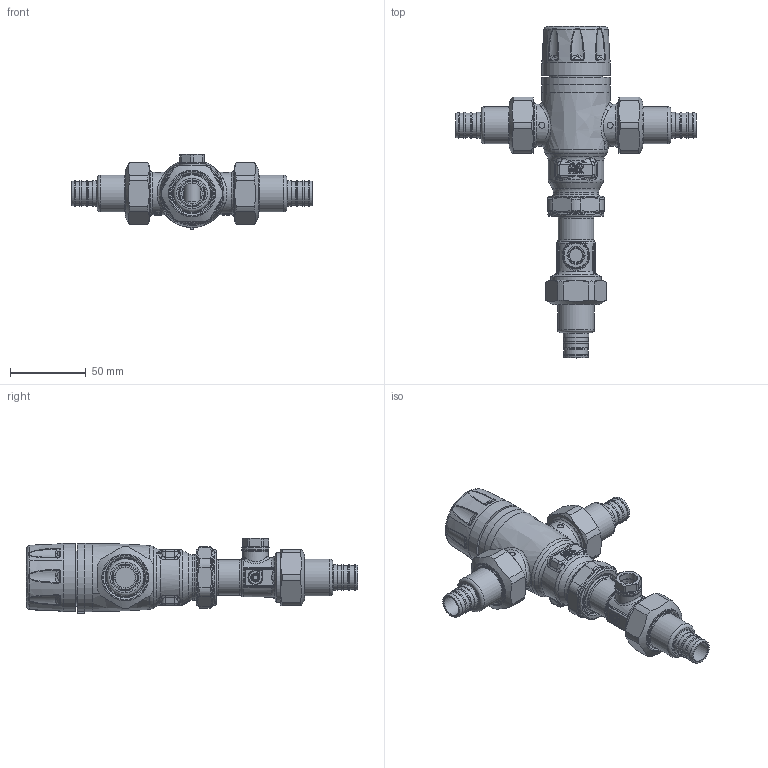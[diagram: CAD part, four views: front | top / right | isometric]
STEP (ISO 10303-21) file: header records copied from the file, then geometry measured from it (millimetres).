
FILE_DESCRIPTION(/* description */ (''),/* implementation_level */ '2;1');
FILE_NAME(/* name */ '521517A.stp',/* time_stamp */ '2025-06-12T14:16:31-05:00',/* author */ ('ischreiner'),/* organization */ (''),/* preprocessor_version */ 'ST-DEVELOPER v20',/* originating_system */ 'Autodesk Inventor 2024',/* authorisation */ '');
FILE_SCHEMA (('AUTOMOTIVE_DESIGN { 1 0 10303 214 3 1 1 }'));
Length unit declared in the file: inch
Products named in the file (8): 521517A; 521101A; F0015061 PEX crimp 0.75 tailpiece for check; F61008 - 1 inch union nut; F0002466 probe asm 1 inch union; F0000603 probe with 1 inch male G thread; F0002386 drywell tin plated; F0000698 1 inch slip nut
Assembly tree (11 placements, depth 3):
  521517A
    521101A
    F0015061 PEX crimp 0.75 tailpiece for check  x3
    F61008 - 1 inch union nut  x3
    F0002466 probe asm 1 inch union
      F0000603 probe with 1 inch male G thread
      F0002386 drywell tin plated
    F0000698 1 inch slip nut
Bounding box: 158.93 x 219.31 x 49.97 mm (x, y, z)
Volume: 248423.3 mm3; surface area: 71866.2 mm2
Topology: 10 solids, 10 shells, 1855 faces, 4250 edges, 2332 vertices
Faces by surface type: bspline 639, cylinder 571, plane 308, torus 120, cone 111, sphere 106
Full cylindrical faces by diameter (mm): 2 x1, 4 x2, 8 x1, 9 x1, 10.008 x1, 11.176 x1, 11.227 x1, 11.43 x1, 11.5 x1, 12.954 x1, 13.462 x3, 13.5 x1, 13.6 x1, 15.875 x10, 16.942 x12, 17 x1, 18 x1, 19 x1, 20.091 x6, 20.574 x3, 20.6 x3, 21 x1, 22 x4, 23.5 x1, 24 x1, 24.384 x3, 26.416 x3, 26.924 x3, 27.7 x1, 28 x2
Entity records: 105014 total; most frequent: CARTESIAN_POINT 68468, ORIENTED_EDGE 7596, DIRECTION 6938, EDGE_CURVE 3798, AXIS2_PLACEMENT_3D 2918, VERTEX_POINT 2146, EDGE_LOOP 1776, FACE_OUTER_BOUND 1715
